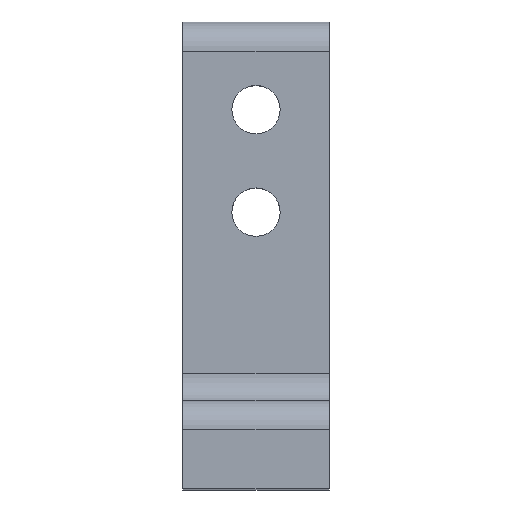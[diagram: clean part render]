
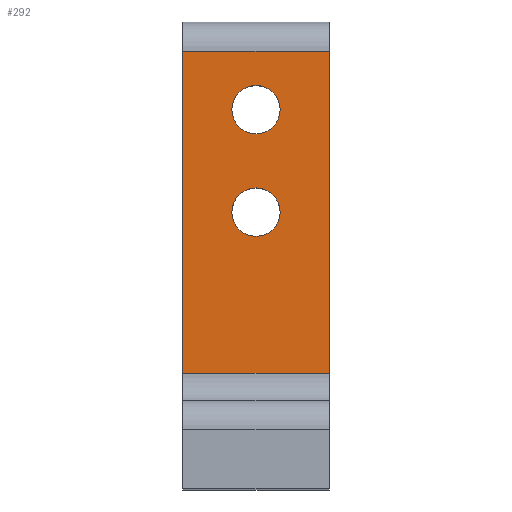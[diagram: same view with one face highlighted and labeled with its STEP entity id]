
A CAD part, top view. The second image highlights one B-rep face of the part: STEP entity #292.
In plain terms, the highlighted planar face has unit normal (0, 0, 1).
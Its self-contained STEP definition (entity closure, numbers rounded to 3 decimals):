
#6 = DIRECTION ( 'NONE',  ( 0., 0., 1. ) ) ;
#8 = CARTESIAN_POINT ( 'NONE',  ( -2.5, 47.902, -30. ) ) ;
#13 = CARTESIAN_POINT ( 'NONE',  ( 2.5, 46.902, -30. ) ) ;
#27 = CIRCLE ( 'NONE', #131, 0.825 ) ;
#31 = VERTEX_POINT ( 'NONE', #13 ) ;
#41 = VECTOR ( 'NONE', #285, 1000. ) ;
#42 = CARTESIAN_POINT ( 'NONE',  ( -0.825, 41.402, -30. ) ) ;
#43 = CARTESIAN_POINT ( 'NONE',  ( 0., 41.402, -30. ) ) ;
#46 = EDGE_CURVE ( 'NONE', #545, #229, #666, .T. ) ;
#49 = VECTOR ( 'NONE', #443, 1000. ) ;
#57 = ORIENTED_EDGE ( 'NONE', *, *, #380, .F. ) ;
#74 = VERTEX_POINT ( 'NONE', #123 ) ;
#90 = ORIENTED_EDGE ( 'NONE', *, *, #400, .F. ) ;
#96 = FACE_BOUND ( 'NONE', #232, .T. ) ;
#97 = AXIS2_PLACEMENT_3D ( 'NONE', #284, #642, #402 ) ;
#123 = CARTESIAN_POINT ( 'NONE',  ( 2.5, 35.902, -30. ) ) ;
#131 = AXIS2_PLACEMENT_3D ( 'NONE', #534, #6, #192 ) ;
#134 = EDGE_CURVE ( 'NONE', #31, #74, #606, .T. ) ;
#142 = AXIS2_PLACEMENT_3D ( 'NONE', #286, #587, #461 ) ;
#155 = CARTESIAN_POINT ( 'NONE',  ( -2.5, 35.902, -30. ) ) ;
#164 = ORIENTED_EDGE ( 'NONE', *, *, #46, .T. ) ;
#165 = CARTESIAN_POINT ( 'NONE',  ( -2.5, 46.902, -30. ) ) ;
#167 = VECTOR ( 'NONE', #538, 1000. ) ;
#190 = ORIENTED_EDGE ( 'NONE', *, *, #257, .T. ) ;
#192 = DIRECTION ( 'NONE',  ( 1., 0., 0. ) ) ;
#206 = DIRECTION ( 'NONE',  ( -1., 0., 0. ) ) ;
#207 = EDGE_CURVE ( 'NONE', #377, #603, #613, .T. ) ;
#216 = CARTESIAN_POINT ( 'NONE',  ( 2.5, 47.902, -30. ) ) ;
#221 = LINE ( 'NONE', #282, #49 ) ;
#229 = VERTEX_POINT ( 'NONE', #155 ) ;
#230 = CARTESIAN_POINT ( 'NONE',  ( -0.825, 44.902, -30. ) ) ;
#232 = EDGE_LOOP ( 'NONE', ( #90, #271 ) ) ;
#246 = ORIENTED_EDGE ( 'NONE', *, *, #710, .T. ) ;
#257 = EDGE_CURVE ( 'NONE', #229, #74, #221, .T. ) ;
#264 = AXIS2_PLACEMENT_3D ( 'NONE', #43, #680, #451 ) ;
#271 = ORIENTED_EDGE ( 'NONE', *, *, #207, .F. ) ;
#273 = PLANE ( 'NONE',  #569 ) ;
#282 = CARTESIAN_POINT ( 'NONE',  ( 2.5, 35.902, -30. ) ) ;
#284 = CARTESIAN_POINT ( 'NONE',  ( 0., 41.402, -30. ) ) ;
#285 = DIRECTION ( 'NONE',  ( -1., 0., 0. ) ) ;
#286 = CARTESIAN_POINT ( 'NONE',  ( 0., 44.902, -30. ) ) ;
#292 = ADVANCED_FACE ( 'NONE', ( #96, #332, #612 ), #273, .F. ) ;
#314 = CARTESIAN_POINT ( 'NONE',  ( 2.5, 47.902, -30. ) ) ;
#322 = CARTESIAN_POINT ( 'NONE',  ( 0.825, 44.902, -30. ) ) ;
#332 = FACE_BOUND ( 'NONE', #627, .T. ) ;
#377 = VERTEX_POINT ( 'NONE', #468 ) ;
#380 = EDGE_CURVE ( 'NONE', #411, #568, #553, .T. ) ;
#398 = ORIENTED_EDGE ( 'NONE', *, *, #482, .F. ) ;
#400 = EDGE_CURVE ( 'NONE', #603, #377, #675, .T. ) ;
#402 = DIRECTION ( 'NONE',  ( 1., 0., 0. ) ) ;
#411 = VERTEX_POINT ( 'NONE', #230 ) ;
#443 = DIRECTION ( 'NONE',  ( 1., 0., 0. ) ) ;
#451 = DIRECTION ( 'NONE',  ( 1., 0., 0. ) ) ;
#461 = DIRECTION ( 'NONE',  ( 1., 0., 0. ) ) ;
#468 = CARTESIAN_POINT ( 'NONE',  ( 0.825, 41.402, -30. ) ) ;
#482 = EDGE_CURVE ( 'NONE', #568, #411, #27, .T. ) ;
#487 = CARTESIAN_POINT ( 'NONE',  ( -2.5, 46.902, -30. ) ) ;
#491 = VECTOR ( 'NONE', #548, 1000. ) ;
#498 = DIRECTION ( 'NONE',  ( 0., 0., -1. ) ) ;
#534 = CARTESIAN_POINT ( 'NONE',  ( 0., 44.902, -30. ) ) ;
#538 = DIRECTION ( 'NONE',  ( 0., -1., 0. ) ) ;
#545 = VERTEX_POINT ( 'NONE', #487 ) ;
#548 = DIRECTION ( 'NONE',  ( 0., -1., 0. ) ) ;
#553 = CIRCLE ( 'NONE', #142, 0.825 ) ;
#568 = VERTEX_POINT ( 'NONE', #322 ) ;
#569 = AXIS2_PLACEMENT_3D ( 'NONE', #216, #498, #206 ) ;
#587 = DIRECTION ( 'NONE',  ( 0., 0., 1. ) ) ;
#603 = VERTEX_POINT ( 'NONE', #42 ) ;
#606 = LINE ( 'NONE', #314, #491 ) ;
#612 = FACE_OUTER_BOUND ( 'NONE', #647, .T. ) ;
#613 = CIRCLE ( 'NONE', #264, 0.825 ) ;
#627 = EDGE_LOOP ( 'NONE', ( #57, #398 ) ) ;
#642 = DIRECTION ( 'NONE',  ( 0., 0., 1. ) ) ;
#647 = EDGE_LOOP ( 'NONE', ( #685, #246, #164, #190 ) ) ;
#666 = LINE ( 'NONE', #8, #167 ) ;
#675 = CIRCLE ( 'NONE', #97, 0.825 ) ;
#680 = DIRECTION ( 'NONE',  ( 0., 0., 1. ) ) ;
#685 = ORIENTED_EDGE ( 'NONE', *, *, #134, .F. ) ;
#710 = EDGE_CURVE ( 'NONE', #31, #545, #763, .T. ) ;
#763 = LINE ( 'NONE', #165, #41 ) ;
